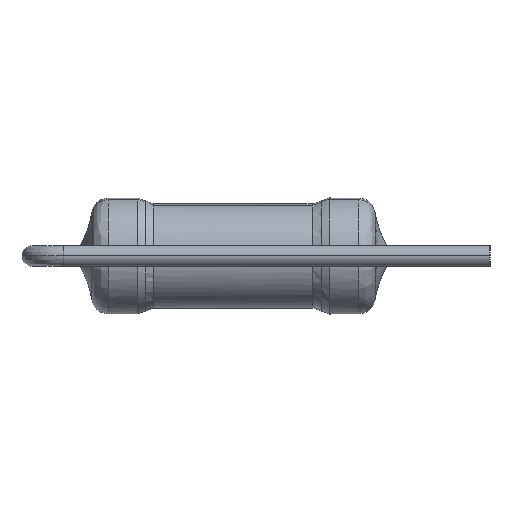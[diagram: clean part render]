
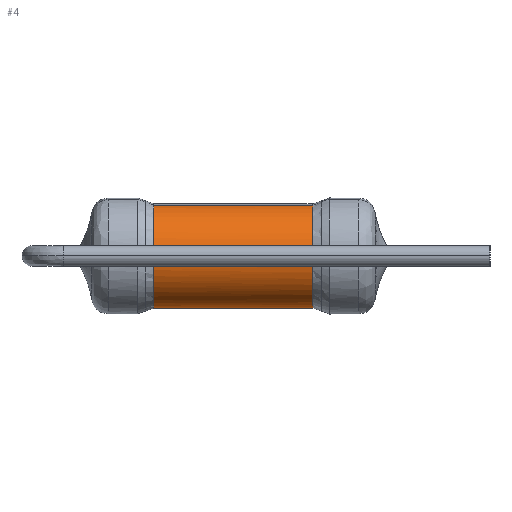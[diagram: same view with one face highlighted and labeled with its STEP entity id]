
A CAD part, left-side view. The second image highlights one B-rep face of the part: STEP entity #4.
In plain terms, the highlighted cylindrical face has radius 2.025 mm (diameter 4.05 mm), a partial arc.
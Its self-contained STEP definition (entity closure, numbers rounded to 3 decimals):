
#4 = ADVANCED_FACE ( 'NONE', ( #1527 ), #1225, .T. ) ;
#118 = CARTESIAN_POINT ( 'NONE',  ( 6.282, -0.993, -3.085 ) ) ;
#189 = CARTESIAN_POINT ( 'NONE',  ( 3.994, -1.975, 3.084 ) ) ;
#351 = CARTESIAN_POINT ( 'NONE',  ( 2.744, -1.041, -3.085 ) ) ;
#360 = CARTESIAN_POINT ( 'NONE',  ( 6.463, -0.509, -3.085 ) ) ;
#427 = EDGE_CURVE ( 'NONE', #920, #1777, #608, .T. ) ;
#431 = CARTESIAN_POINT ( 'NONE',  ( 3.272, -1.629, 3.084 ) ) ;
#440 = CARTESIAN_POINT ( 'NONE',  ( 2.475, 0.004, 3.086 ) ) ;
#464 = ORIENTED_EDGE ( 'NONE', *, *, #606, .F. ) ;
#540 = ORIENTED_EDGE ( 'NONE', *, *, #1984, .T. ) ;
#606 = EDGE_CURVE ( 'NONE', #779, #1020, #1491, .T. ) ;
#608 = LINE ( 'NONE', #1815, #1180 ) ;
#610 = CARTESIAN_POINT ( 'NONE',  ( 3.289, -1.641, -3.084 ) ) ;
#615 = CARTESIAN_POINT ( 'NONE',  ( 2.475, 0.004, 0. ) ) ;
#619 = CARTESIAN_POINT ( 'NONE',  ( 6.525, -0.131, -3.085 ) ) ;
#670 = CARTESIAN_POINT ( 'NONE',  ( 6.525, 0.004, 3.086 ) ) ;
#684 = CARTESIAN_POINT ( 'NONE',  ( 2.738, -1.029, 3.085 ) ) ;
#732 = ORIENTED_EDGE ( 'NONE', *, *, #2785, .T. ) ;
#779 = VERTEX_POINT ( 'NONE', #2741 ) ;
#841 = CARTESIAN_POINT ( 'NONE',  ( 4.018, -1.981, -3.084 ) ) ;
#909 = CARTESIAN_POINT ( 'NONE',  ( 6.276, -1.003, 3.085 ) ) ;
#920 = VERTEX_POINT ( 'NONE', #2763 ) ;
#923 = CARTESIAN_POINT ( 'NONE',  ( 2.475, -0.265, 3.085 ) ) ;
#1020 = VERTEX_POINT ( 'NONE', #440 ) ;
#1088 = CARTESIAN_POINT ( 'NONE',  ( 4.815, -2.014, -3.084 ) ) ;
#1097 = DIRECTION ( 'NONE',  ( 0., 0., 1. ) ) ;
#1166 = CARTESIAN_POINT ( 'NONE',  ( 5.761, -1.602, 3.084 ) ) ;
#1180 = VECTOR ( 'NONE', #1824, 1000. ) ;
#1225 = CYLINDRICAL_SURFACE ( 'NONE', #2897, 2.025 ) ;
#1255 = B_SPLINE_CURVE_WITH_KNOTS ( 'NONE', 3,
 ( #2759, #2544, #1833, #351, #2074, #610, #2325, #841, #2564, #1088, #2809, #1336, #3060, #1590, #118, #1840, #360, #2082, #619, #2335 ),
 .UNSPECIFIED., .F., .F.,
 ( 4, 2, 2, 2, 2, 2, 2, 2, 2, 4 ),
 ( 0.008, 0.071, 0.133, 0.196, 0.258, 0.321, 0.383, 0.446, 0.477, 0.508 ),
 .UNSPECIFIED. ) ;
#1336 = CARTESIAN_POINT ( 'NONE',  ( 5.558, -1.743, -3.084 ) ) ;
#1402 = VECTOR ( 'NONE', #1097, 1000. ) ;
#1404 = CARTESIAN_POINT ( 'NONE',  ( 5.054, -1.962, 3.084 ) ) ;
#1491 = LINE ( 'NONE', #615, #1402 ) ;
#1527 = FACE_OUTER_BOUND ( 'NONE', #1736, .T. ) ;
#1590 = CARTESIAN_POINT ( 'NONE',  ( 6.138, -1.215, -3.084 ) ) ;
#1618 = B_SPLINE_CURVE_WITH_KNOTS ( 'NONE', 3,
 ( #670, #2143, #2392, #909, #2629, #1166, #2881, #1404, #3128, #1665, #189, #1908, #431, #2152, #684, #2400, #923, #2642 ),
 .UNSPECIFIED., .F., .F.,
 ( 4, 2, 2, 2, 2, 2, 2, 2, 4 ),
 ( 0.492, 0.554, 0.617, 0.679, 0.742, 0.804, 0.867, 0.929, 0.992 ),
 .UNSPECIFIED. ) ;
#1665 = CARTESIAN_POINT ( 'NONE',  ( 4.261, -2.024, 3.084 ) ) ;
#1736 = EDGE_LOOP ( 'NONE', ( #464, #732, #1803, #540 ) ) ;
#1777 = VERTEX_POINT ( 'NONE', #2224 ) ;
#1803 = ORIENTED_EDGE ( 'NONE', *, *, #427, .T. ) ;
#1815 = CARTESIAN_POINT ( 'NONE',  ( 6.525, 0.004, 0. ) ) ;
#1824 = DIRECTION ( 'NONE',  ( 0., 0., 1. ) ) ;
#1833 = CARTESIAN_POINT ( 'NONE',  ( 2.531, -0.542, -3.085 ) ) ;
#1840 = CARTESIAN_POINT ( 'NONE',  ( 6.426, -0.633, -3.085 ) ) ;
#1908 = CARTESIAN_POINT ( 'NONE',  ( 3.5, -1.777, 3.084 ) ) ;
#1984 = EDGE_CURVE ( 'NONE', #1777, #1020, #1618, .T. ) ;
#2074 = CARTESIAN_POINT ( 'NONE',  ( 2.901, -1.268, -3.084 ) ) ;
#2082 = CARTESIAN_POINT ( 'NONE',  ( 6.512, -0.256, -3.085 ) ) ;
#2143 = CARTESIAN_POINT ( 'NONE',  ( 6.525, -0.257, 3.085 ) ) ;
#2152 = CARTESIAN_POINT ( 'NONE',  ( 2.891, -1.254, 3.084 ) ) ;
#2224 = CARTESIAN_POINT ( 'NONE',  ( 6.525, 0.004, 3.086 ) ) ;
#2325 = CARTESIAN_POINT ( 'NONE',  ( 3.52, -1.788, -3.084 ) ) ;
#2335 = CARTESIAN_POINT ( 'NONE',  ( 6.525, 0.004, -3.086 ) ) ;
#2392 = CARTESIAN_POINT ( 'NONE',  ( 6.474, -0.518, 3.085 ) ) ;
#2400 = CARTESIAN_POINT ( 'NONE',  ( 2.529, -0.534, 3.085 ) ) ;
#2544 = CARTESIAN_POINT ( 'NONE',  ( 2.475, -0.27, -3.085 ) ) ;
#2564 = CARTESIAN_POINT ( 'NONE',  ( 4.285, -2.027, -3.084 ) ) ;
#2588 = DIRECTION ( 'NONE',  ( 1., 0., 0. ) ) ;
#2629 = CARTESIAN_POINT ( 'NONE',  ( 6.13, -1.227, 3.084 ) ) ;
#2642 = CARTESIAN_POINT ( 'NONE',  ( 2.475, 0.004, 3.086 ) ) ;
#2711 = CARTESIAN_POINT ( 'NONE',  ( 4.5, 0.004, 0. ) ) ;
#2741 = CARTESIAN_POINT ( 'NONE',  ( 2.475, 0.004, -3.086 ) ) ;
#2759 = CARTESIAN_POINT ( 'NONE',  ( 2.475, 0.004, -3.086 ) ) ;
#2763 = CARTESIAN_POINT ( 'NONE',  ( 6.525, 0.004, -3.086 ) ) ;
#2785 = EDGE_CURVE ( 'NONE', #779, #920, #1255, .T. ) ;
#2809 = CARTESIAN_POINT ( 'NONE',  ( 5.077, -1.955, -3.084 ) ) ;
#2881 = CARTESIAN_POINT ( 'NONE',  ( 5.54, -1.754, 3.084 ) ) ;
#2897 = AXIS2_PLACEMENT_3D ( 'NONE', #2711, #3174, #2588 ) ;
#3060 = CARTESIAN_POINT ( 'NONE',  ( 5.776, -1.59, -3.084 ) ) ;
#3128 = CARTESIAN_POINT ( 'NONE',  ( 4.791, -2.018, 3.084 ) ) ;
#3174 = DIRECTION ( 'NONE',  ( 0., 0., 1. ) ) ;
